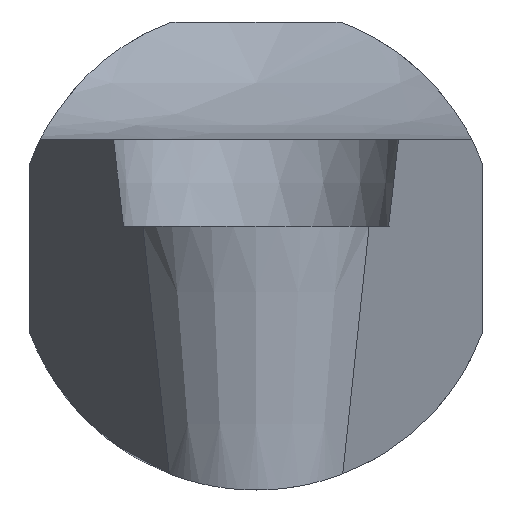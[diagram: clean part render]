
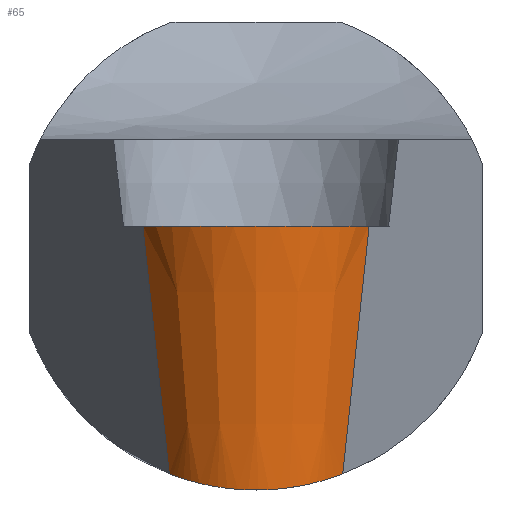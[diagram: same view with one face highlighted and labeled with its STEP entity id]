
A CAD part, left-side view. The second image highlights one B-rep face of the part: STEP entity #65.
In plain terms, the highlighted conical face has half-angle 7 degrees and reference radius 4.812 mm.
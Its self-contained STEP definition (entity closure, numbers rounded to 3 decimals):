
#42=CONICAL_SURFACE('',#313,4.813,7.);
#65=ADVANCED_FACE('',(#87),#42,.T.);
#87=FACE_OUTER_BOUND('',#103,.T.);
#103=EDGE_LOOP('',(#198,#199,#200,#201));
#113=B_SPLINE_CURVE_WITH_KNOTS('',3,(#457,#458,#459,#460,#461,#462,#463,
#464,#465,#466,#467,#468,#469,#470,#471,#472,#473,#474,#475,#476,#477,#478,
#479,#480,#481),.UNSPECIFIED.,.F.,.F.,(4,3,3,3,3,3,3,3,4),(0.,0.029,
0.192,0.346,0.501,0.665,0.832,
0.988,1.),.UNSPECIFIED.);
#130=LINE('',#638,#146);
#131=LINE('',#642,#147);
#146=VECTOR('',#369,1.);
#147=VECTOR('',#372,1.);
#198=ORIENTED_EDGE('',*,*,#278,.F.);
#199=ORIENTED_EDGE('',*,*,#279,.T.);
#200=ORIENTED_EDGE('',*,*,#280,.T.);
#201=ORIENTED_EDGE('',*,*,#267,.F.);
#238=VERTEX_POINT('',#482);
#239=VERTEX_POINT('',#483);
#245=VERTEX_POINT('',#639);
#246=VERTEX_POINT('',#641);
#267=EDGE_CURVE('',#238,#239,#113,.T.);
#278=EDGE_CURVE('',#245,#238,#130,.T.);
#279=EDGE_CURVE('',#245,#246,#291,.T.);
#280=EDGE_CURVE('',#246,#239,#131,.T.);
#291=CIRCLE('',#312,4.325);
#312=AXIS2_PLACEMENT_3D('',#640,#370,#371);
#313=AXIS2_PLACEMENT_3D('',#643,#373,#374);
#369=DIRECTION('',(0.061,0.106,-0.993));
#370=DIRECTION('',(0.,0.,-1.));
#371=DIRECTION('',(-1.,0.,0.));
#372=DIRECTION('',(0.061,-0.106,-0.993));
#373=DIRECTION('',(0.,0.,1.));
#374=DIRECTION('',(1.,0.,0.));
#457=CARTESIAN_POINT('',(3.341,-2.874,-7.466));
#458=CARTESIAN_POINT('',(3.284,-2.839,-7.479));
#459=CARTESIAN_POINT('',(3.228,-2.803,-7.493));
#460=CARTESIAN_POINT('',(3.174,-2.765,-7.507));
#461=CARTESIAN_POINT('',(2.872,-2.554,-7.585));
#462=CARTESIAN_POINT('',(2.604,-2.289,-7.672));
#463=CARTESIAN_POINT('',(2.388,-1.991,-7.748));
#464=CARTESIAN_POINT('',(2.184,-1.708,-7.821));
#465=CARTESIAN_POINT('',(2.021,-1.388,-7.886));
#466=CARTESIAN_POINT('',(1.912,-1.051,-7.931));
#467=CARTESIAN_POINT('',(1.803,-0.714,-7.975));
#468=CARTESIAN_POINT('',(1.746,-0.351,-8.));
#469=CARTESIAN_POINT('',(1.747,0.006,-8.));
#470=CARTESIAN_POINT('',(1.748,0.386,-8.));
#471=CARTESIAN_POINT('',(1.814,0.771,-7.971));
#472=CARTESIAN_POINT('',(1.938,1.127,-7.92));
#473=CARTESIAN_POINT('',(2.064,1.487,-7.869));
#474=CARTESIAN_POINT('',(2.252,1.827,-7.794));
#475=CARTESIAN_POINT('',(2.487,2.121,-7.714));
#476=CARTESIAN_POINT('',(2.707,2.396,-7.638));
#477=CARTESIAN_POINT('',(2.974,2.638,-7.555));
#478=CARTESIAN_POINT('',(3.27,2.83,-7.483));
#479=CARTESIAN_POINT('',(3.293,2.845,-7.477));
#480=CARTESIAN_POINT('',(3.317,2.86,-7.471));
#481=CARTESIAN_POINT('',(3.341,2.874,-7.466));
#482=CARTESIAN_POINT('',(3.341,-2.874,-7.466));
#483=CARTESIAN_POINT('',(3.341,2.874,-7.466));
#638=CARTESIAN_POINT('',(2.594,-4.168,4.7));
#639=CARTESIAN_POINT('',(2.837,-3.746,0.73));
#640=CARTESIAN_POINT('',(5.,0.,0.73));
#641=CARTESIAN_POINT('',(2.837,3.746,0.73));
#642=CARTESIAN_POINT('',(2.594,4.168,4.7));
#643=CARTESIAN_POINT('',(5.,0.,4.7));
